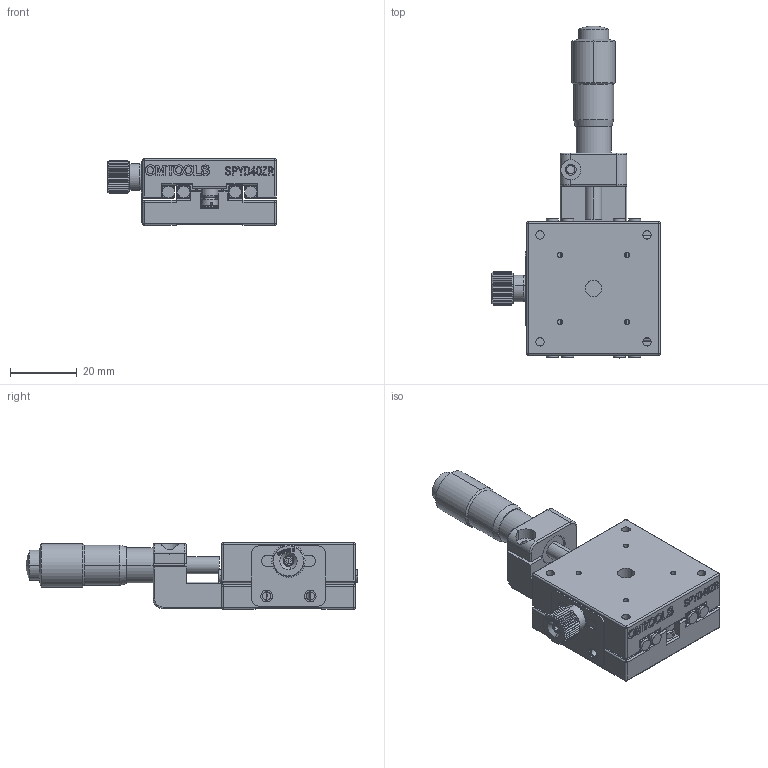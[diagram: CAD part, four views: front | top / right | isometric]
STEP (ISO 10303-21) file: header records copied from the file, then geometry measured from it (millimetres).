
FILE_DESCRIPTION (( 'STEP AP203' ), '1' );
FILE_NAME ('SPYD40ZR 忒雄弇痄怢.STEP', '2020-07-13T07:16:47', ( 'User' ), ( 'Microsoft' ), 'SwSTEP 2.0', 'SolidWorks 2018', '' );
FILE_SCHEMA (( 'CONFIG_CONTROL_DESIGN' ));
Length unit declared in the file: millimetre
Products named in the file (2): SPYD40ZR 忒雄弇痄怢
Bounding box: 50.5 x 99.3 x 20 mm (x, y, z)
Surface area: 17700.8 mm2 (no closed solid volume)
Topology: 0 solids, 26 shells, 695 faces, 2194 edges, 1458 vertices
Faces by surface type: plane 392, cylinder 206, bspline 52, cone 17, sphere 16, torus 12
Entity records: 30541 total; most frequent: CARTESIAN_POINT 11699, ORIENTED_EDGE 3732, DIRECTION 3682, EDGE_CURVE 2176, VERTEX_POINT 1458, LINE 1292, VECTOR 1292, AXIS2_PLACEMENT_3D 1195
